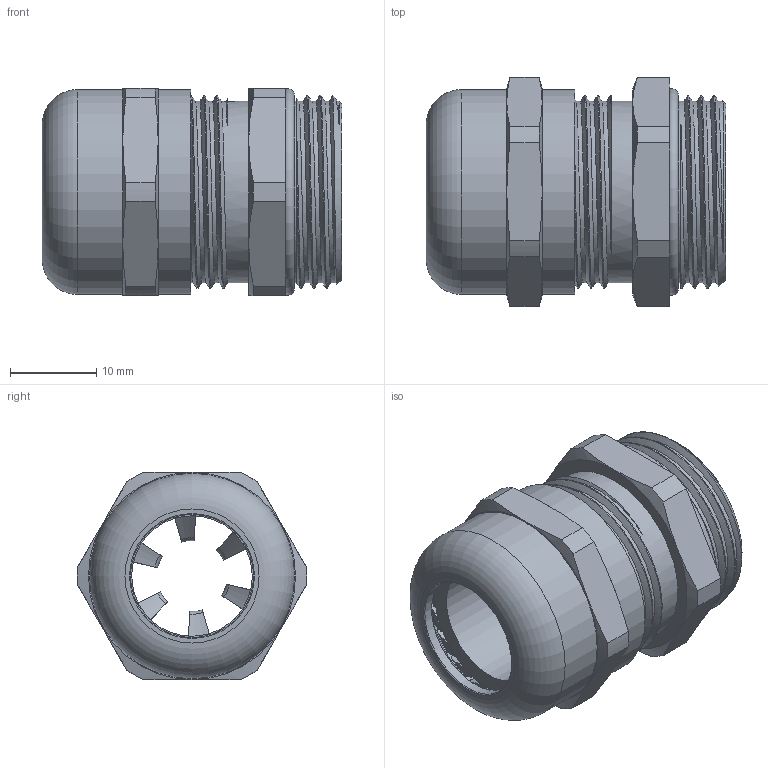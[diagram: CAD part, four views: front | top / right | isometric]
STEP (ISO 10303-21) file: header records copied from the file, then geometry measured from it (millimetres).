
FILE_DESCRIPTION(/* description */ ('Euro-Top-EMV 2. Gen. PG 16'),/* implementation_level */ '2;1');
FILE_NAME(/* name */ '61080416-RST.stp',/* time_stamp */ '2020-02-14T13:53:00+01:00',/* author */ ('sl'),/* organization */ (''),/* preprocessor_version */ 'ST-DEVELOPER v16.5',/* originating_system */ 'Autodesk Inventor 2017',/* authorisation */ '');
FILE_SCHEMA (('AUTOMOTIVE_DESIGN { 1 0 10303 214 3 1 1 }'));
Length unit declared in the file: millimetre
Products named in the file (7): 61080416; 6; 61080416_1; 61080416_2; 61080416_3; 61080416_4; 61080416_5
Assembly tree (6 placements, depth 2):
  61080416
    6
    61080416_1
    61080416_2
    61080416_3
    61080416_4
    61080416_5
Bounding box: 34.74 x 26.55 x 24 mm (x, y, z)
Volume: 6111.8 mm3; surface area: 11918.2 mm2
Topology: 6 solids, 6 shells, 423 faces, 1178 edges, 773 vertices
Faces by surface type: plane 183, cylinder 144, cone 45, torus 45, bspline 6
Full cylindrical faces by diameter (mm): 13.97 x1, 14.28 x1, 14.39 x1, 16.48 x1, 16.96 x1, 17.16 x2, 17.87 x1, 18.12 x1, 18.38 x1, 18.72 x1, 19.12 x2, 20.8 x1, 21.02 x4, 21.04 x3, 22.47 x8, 23.64 x1, 23.74 x2
Entity records: 16907 total; most frequent: CARTESIAN_POINT 6457, ORIENTED_EDGE 2190, DIRECTION 2156, EDGE_CURVE 1095, AXIS2_PLACEMENT_3D 845, VERTEX_POINT 734, LINE 466, VECTOR 466
